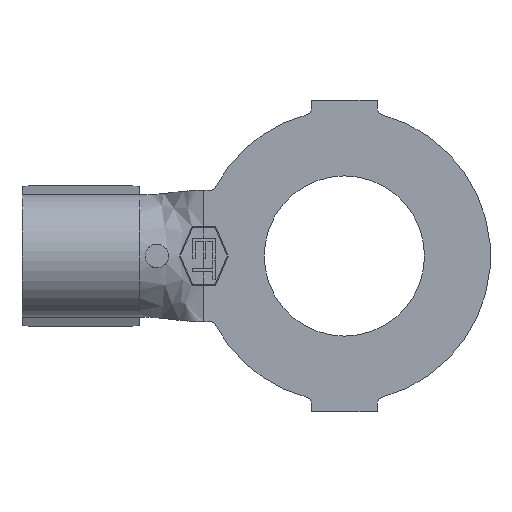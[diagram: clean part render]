
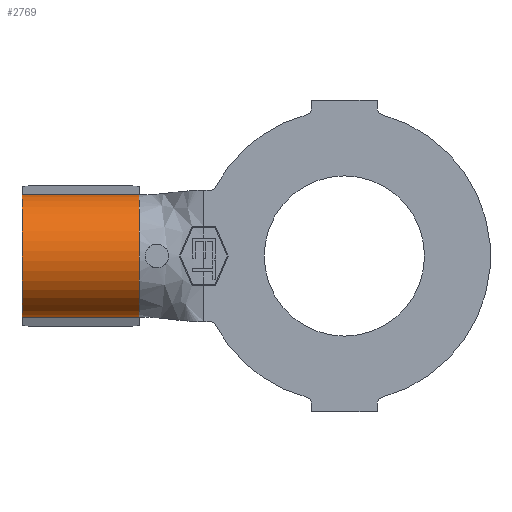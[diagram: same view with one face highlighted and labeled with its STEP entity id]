
A CAD part, front view. The second image highlights one B-rep face of the part: STEP entity #2769.
In plain terms, the highlighted cylindrical face has radius 1.676 mm (diameter 3.353 mm), a partial arc.
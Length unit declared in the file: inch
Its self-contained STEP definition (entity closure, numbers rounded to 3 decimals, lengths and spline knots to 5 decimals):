
#9 = VERTEX_POINT ( 'NONE', #1270 ) ;
#38 = CARTESIAN_POINT ( 'NONE',  ( -0.344, 0.066, 0. ) ) ;
#85 = EDGE_CURVE ( 'NONE', #1481, #9, #1245, .T. ) ;
#87 = AXIS2_PLACEMENT_3D ( 'NONE', #3970, #283, #1612 ) ;
#170 = CARTESIAN_POINT ( 'NONE',  ( -0.344, 0.05603, -0.06524 ) ) ;
#217 = VERTEX_POINT ( 'NONE', #2341 ) ;
#222 = DIRECTION ( 'NONE',  ( 1., 0., 0. ) ) ;
#283 = DIRECTION ( 'NONE',  ( 1., 0., 0. ) ) ;
#372 = DIRECTION ( 'NONE',  ( 1., 0., 0. ) ) ;
#380 = VERTEX_POINT ( 'NONE', #3796 ) ;
#390 = VECTOR ( 'NONE', #617, 39.37008 ) ;
#425 = ORIENTED_EDGE ( 'NONE', *, *, #85, .T. ) ;
#520 = DIRECTION ( 'NONE',  ( 0., 0., -1. ) ) ;
#617 = DIRECTION ( 'NONE',  ( 1., 0., 0. ) ) ;
#804 = CIRCLE ( 'NONE', #2688, 0.066 ) ;
#1245 = LINE ( 'NONE', #170, #1578 ) ;
#1249 = CARTESIAN_POINT ( 'NONE',  ( -0.219, 0.066, 0. ) ) ;
#1254 = ORIENTED_EDGE ( 'NONE', *, *, #2727, .F. ) ;
#1270 = CARTESIAN_POINT ( 'NONE',  ( -0.219, 0.05603, -0.06524 ) ) ;
#1481 = VERTEX_POINT ( 'NONE', #1809 ) ;
#1513 = ORIENTED_EDGE ( 'NONE', *, *, #2805, .F. ) ;
#1578 = VECTOR ( 'NONE', #372, 39.37008 ) ;
#1605 = DIRECTION ( 'NONE',  ( 0., 0., -1. ) ) ;
#1612 = DIRECTION ( 'NONE',  ( 0., 0., -1. ) ) ;
#1629 = EDGE_CURVE ( 'NONE', #380, #1481, #1673, .T. ) ;
#1640 = CARTESIAN_POINT ( 'NONE',  ( -0.344, 0.05603, 0.06524 ) ) ;
#1673 = CIRCLE ( 'NONE', #1805, 0.066 ) ;
#1805 = AXIS2_PLACEMENT_3D ( 'NONE', #38, #222, #520 ) ;
#1809 = CARTESIAN_POINT ( 'NONE',  ( -0.344, 0.05603, -0.06524 ) ) ;
#2285 = EDGE_LOOP ( 'NONE', ( #1254, #1513, #2381, #425 ) ) ;
#2341 = CARTESIAN_POINT ( 'NONE',  ( -0.219, 0.05603, 0.06524 ) ) ;
#2381 = ORIENTED_EDGE ( 'NONE', *, *, #1629, .T. ) ;
#2688 = AXIS2_PLACEMENT_3D ( 'NONE', #1249, #3363, #1605 ) ;
#2727 = EDGE_CURVE ( 'NONE', #217, #9, #804, .T. ) ;
#2769 = ADVANCED_FACE ( 'NONE', ( #3060 ), #2976, .T. ) ;
#2805 = EDGE_CURVE ( 'NONE', #380, #217, #3668, .T. ) ;
#2976 = CYLINDRICAL_SURFACE ( 'NONE', #87, 0.066 ) ;
#3060 = FACE_OUTER_BOUND ( 'NONE', #2285, .T. ) ;
#3363 = DIRECTION ( 'NONE',  ( 1., 0., 0. ) ) ;
#3668 = LINE ( 'NONE', #1640, #390 ) ;
#3796 = CARTESIAN_POINT ( 'NONE',  ( -0.344, 0.05603, 0.06524 ) ) ;
#3970 = CARTESIAN_POINT ( 'NONE',  ( -0.344, 0.066, 0. ) ) ;
